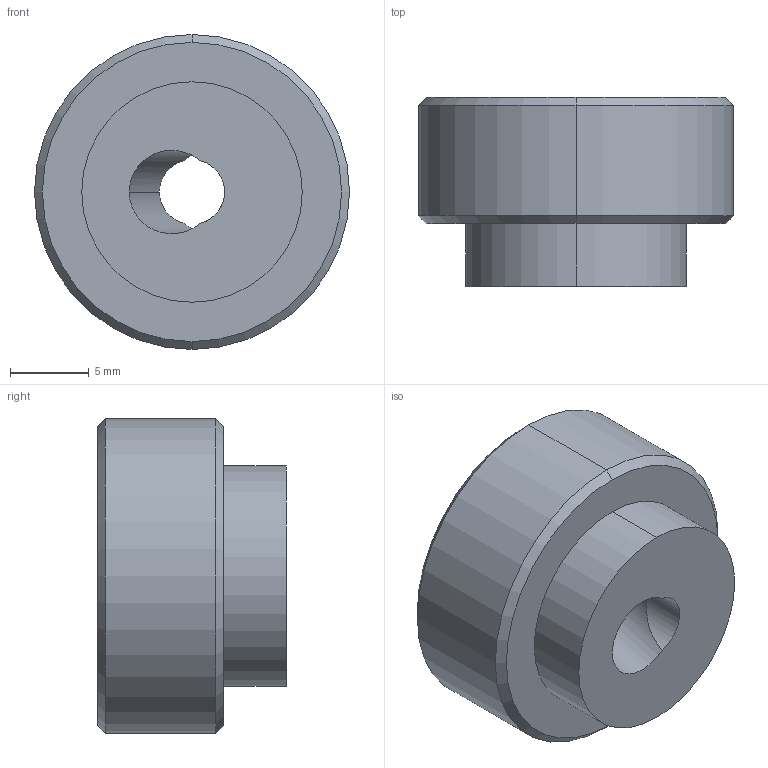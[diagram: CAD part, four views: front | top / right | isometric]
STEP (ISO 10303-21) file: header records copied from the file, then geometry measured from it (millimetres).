
FILE_DESCRIPTION (( 'STEP AP214' ), '1' );
FILE_NAME ('Knurled_Nut_GN-6303.1-M5-NI.STEP', '2024-06-20T07:58:48', ( '' ), ( '' ), 'SwSTEP 2.0', 'SolidWorks 2024', '' );
FILE_SCHEMA (( 'AUTOMOTIVE_DESIGN' ));
Length unit declared in the file: millimetre
Products named in the file (1): Knurled_Nut_GN-6303.1-M5-NI
Bounding box: 20 x 12 x 20 mm (x, y, z)
Volume: 2837.5 mm3; surface area: 1426.4 mm2
Topology: 1 solids, 1 shells, 15 faces, 32 edges, 20 vertices
Faces by surface type: cylinder 8, cone 4, plane 3
Entity records: 487 total; most frequent: CARTESIAN_POINT 140, DIRECTION 70, ORIENTED_EDGE 64, EDGE_CURVE 32, AXIS2_PLACEMENT_3D 30, VERTEX_POINT 20, EDGE_LOOP 18, FACE_OUTER_BOUND 15
